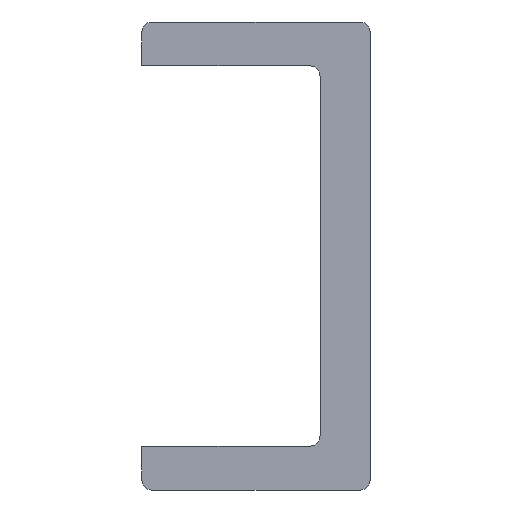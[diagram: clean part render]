
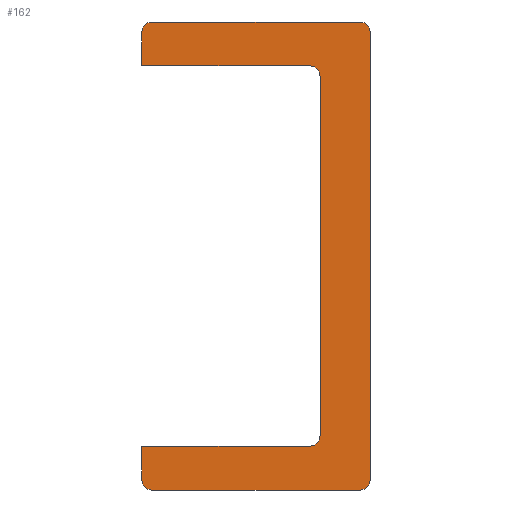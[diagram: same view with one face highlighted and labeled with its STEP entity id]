
A CAD part, front view. The second image highlights one B-rep face of the part: STEP entity #162.
In plain terms, the highlighted planar face has unit normal (0, -1, 0).
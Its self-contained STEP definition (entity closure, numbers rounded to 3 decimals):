
#162 = ADVANCED_FACE( '', ( #414 ), #415, .F. );
#414 = FACE_OUTER_BOUND( '', #889, .T. );
#415 = PLANE( '', #890 );
#889 = EDGE_LOOP( '', ( #1405, #1406, #1407, #1408, #1409, #1410, #1411, #1412, #1413, #1414, #1415, #1416, #1417, #1418 ) );
#890 = AXIS2_PLACEMENT_3D( '', #1419, #1420, #1421 );
#1405 = ORIENTED_EDGE( '', *, *, #2084, .F. );
#1406 = ORIENTED_EDGE( '', *, *, #2073, .T. );
#1407 = ORIENTED_EDGE( '', *, *, #2085, .F. );
#1408 = ORIENTED_EDGE( '', *, *, #2086, .T. );
#1409 = ORIENTED_EDGE( '', *, *, #2076, .F. );
#1410 = ORIENTED_EDGE( '', *, *, #2087, .F. );
#1411 = ORIENTED_EDGE( '', *, *, #2088, .F. );
#1412 = ORIENTED_EDGE( '', *, *, #2089, .F. );
#1413 = ORIENTED_EDGE( '', *, *, #2090, .F. );
#1414 = ORIENTED_EDGE( '', *, *, #2091, .F. );
#1415 = ORIENTED_EDGE( '', *, *, #2092, .F. );
#1416 = ORIENTED_EDGE( '', *, *, #2065, .T. );
#1417 = ORIENTED_EDGE( '', *, *, #2093, .F. );
#1418 = ORIENTED_EDGE( '', *, *, #2094, .T. );
#1419 = CARTESIAN_POINT( '', ( -10.5, 0., 21.5 ) );
#1420 = DIRECTION( '', ( 0., 1., 0. ) );
#1421 = DIRECTION( '', ( 0., 0., 1. ) );
#2065 = EDGE_CURVE( '', #2364, #2362, #2365, .F. );
#2073 = EDGE_CURVE( '', #2378, #2376, #2379, .F. );
#2076 = EDGE_CURVE( '', #2382, #2383, #2384, .T. );
#2084 = EDGE_CURVE( '', #2378, #2396, #2397, .T. );
#2085 = EDGE_CURVE( '', #2398, #2376, #2399, .T. );
#2086 = EDGE_CURVE( '', #2398, #2383, #2400, .F. );
#2087 = EDGE_CURVE( '', #2401, #2382, #2402, .T. );
#2088 = EDGE_CURVE( '', #2403, #2401, #2404, .T. );
#2089 = EDGE_CURVE( '', #2405, #2403, #2406, .T. );
#2090 = EDGE_CURVE( '', #2407, #2405, #2408, .T. );
#2091 = EDGE_CURVE( '', #2409, #2407, #2410, .T. );
#2092 = EDGE_CURVE( '', #2364, #2409, #2411, .T. );
#2093 = EDGE_CURVE( '', #2412, #2362, #2413, .T. );
#2094 = EDGE_CURVE( '', #2412, #2396, #2414, .F. );
#2362 = VERTEX_POINT( '', #2784 );
#2364 = VERTEX_POINT( '', #2787 );
#2365 = CIRCLE( '', #2788, 0.9 );
#2376 = VERTEX_POINT( '', #2800 );
#2378 = VERTEX_POINT( '', #2803 );
#2379 = CIRCLE( '', #2804, 0.9 );
#2382 = VERTEX_POINT( '', #2808 );
#2383 = VERTEX_POINT( '', #2809 );
#2384 = LINE( '', #2810, #2811 );
#2396 = VERTEX_POINT( '', #2826 );
#2397 = LINE( '', #2827, #2828 );
#2398 = VERTEX_POINT( '', #2829 );
#2399 = LINE( '', #2830, #2831 );
#2400 = CIRCLE( '', #2832, 0.9 );
#2401 = VERTEX_POINT( '', #2833 );
#2402 = LINE( '', #2834, #2835 );
#2403 = VERTEX_POINT( '', #2836 );
#2404 = CIRCLE( '', #2837, 1. );
#2405 = VERTEX_POINT( '', #2838 );
#2406 = LINE( '', #2839, #2840 );
#2407 = VERTEX_POINT( '', #2841 );
#2408 = CIRCLE( '', #2842, 1. );
#2409 = VERTEX_POINT( '', #2843 );
#2410 = LINE( '', #2844, #2845 );
#2411 = LINE( '', #2846, #2847 );
#2412 = VERTEX_POINT( '', #2848 );
#2413 = LINE( '', #2849, #2850 );
#2414 = CIRCLE( '', #2851, 0.9 );
#2784 = CARTESIAN_POINT( '', ( -9.6, 0., -21.5 ) );
#2787 = CARTESIAN_POINT( '', ( -10.5, 0., -20.6 ) );
#2788 = AXIS2_PLACEMENT_3D( '', #3250, #3251, #3252 );
#2800 = CARTESIAN_POINT( '', ( 9.6, 0., 21.5 ) );
#2803 = CARTESIAN_POINT( '', ( 10.5, 0., 20.6 ) );
#2804 = AXIS2_PLACEMENT_3D( '', #3264, #3265, #3266 );
#2808 = CARTESIAN_POINT( '', ( -10.5, 0., 17.5 ) );
#2809 = CARTESIAN_POINT( '', ( -10.5, 0., 20.6 ) );
#2810 = CARTESIAN_POINT( '', ( -10.5, 0., -21.5 ) );
#2811 = VECTOR( '', #3268, 1000. );
#2826 = CARTESIAN_POINT( '', ( 10.5, 0., -20.6 ) );
#2827 = CARTESIAN_POINT( '', ( 10.5, 0., 21.5 ) );
#2828 = VECTOR( '', #3278, 1000. );
#2829 = CARTESIAN_POINT( '', ( -9.6, 0., 21.5 ) );
#2830 = CARTESIAN_POINT( '', ( -10.5, 0., 21.5 ) );
#2831 = VECTOR( '', #3279, 1000. );
#2832 = AXIS2_PLACEMENT_3D( '', #3280, #3281, #3282 );
#2833 = CARTESIAN_POINT( '', ( 4.9, 0., 17.5 ) );
#2834 = CARTESIAN_POINT( '', ( 4.9, 0., 17.5 ) );
#2835 = VECTOR( '', #3283, 1000. );
#2836 = CARTESIAN_POINT( '', ( 5.9, 0., 16.5 ) );
#2837 = AXIS2_PLACEMENT_3D( '', #3284, #3285, #3286 );
#2838 = CARTESIAN_POINT( '', ( 5.9, 0., -16.5 ) );
#2839 = CARTESIAN_POINT( '', ( 5.9, 0., 16.5 ) );
#2840 = VECTOR( '', #3287, 1000. );
#2841 = CARTESIAN_POINT( '', ( 4.9, 0., -17.5 ) );
#2842 = AXIS2_PLACEMENT_3D( '', #3288, #3289, #3290 );
#2843 = CARTESIAN_POINT( '', ( -10.5, 0., -17.5 ) );
#2844 = CARTESIAN_POINT( '', ( 4.9, 0., -17.5 ) );
#2845 = VECTOR( '', #3291, 1000. );
#2846 = CARTESIAN_POINT( '', ( -10.5, 0., -21.5 ) );
#2847 = VECTOR( '', #3292, 1000. );
#2848 = CARTESIAN_POINT( '', ( 9.6, 0., -21.5 ) );
#2849 = CARTESIAN_POINT( '', ( 10.5, 0., -21.5 ) );
#2850 = VECTOR( '', #3293, 1000. );
#2851 = AXIS2_PLACEMENT_3D( '', #3294, #3295, #3296 );
#3250 = CARTESIAN_POINT( '', ( -9.6, 0., -20.6 ) );
#3251 = DIRECTION( '', ( 0., 1., 0. ) );
#3252 = DIRECTION( '', ( 0., 0., 1. ) );
#3264 = CARTESIAN_POINT( '', ( 9.6, 0., 20.6 ) );
#3265 = DIRECTION( '', ( 0., 1., 0. ) );
#3266 = DIRECTION( '', ( 0., 0., 1. ) );
#3268 = DIRECTION( '', ( 0., 0., 1. ) );
#3278 = DIRECTION( '', ( 0., 0., -1. ) );
#3279 = DIRECTION( '', ( 1., 0., 0. ) );
#3280 = CARTESIAN_POINT( '', ( -9.6, 0., 20.6 ) );
#3281 = DIRECTION( '', ( 0., 1., 0. ) );
#3282 = DIRECTION( '', ( 0., 0., 1. ) );
#3283 = DIRECTION( '', ( -1., 0., 0. ) );
#3284 = CARTESIAN_POINT( '', ( 4.9, 0., 16.5 ) );
#3285 = DIRECTION( '', ( 0., -1., 0. ) );
#3286 = DIRECTION( '', ( -1., 0., 0. ) );
#3287 = DIRECTION( '', ( 0., 0., 1. ) );
#3288 = CARTESIAN_POINT( '', ( 4.9, 0., -16.5 ) );
#3289 = DIRECTION( '', ( 0., -1., 0. ) );
#3290 = DIRECTION( '', ( -1., 0., 0. ) );
#3291 = DIRECTION( '', ( 1., 0., 0. ) );
#3292 = DIRECTION( '', ( 0., 0., 1. ) );
#3293 = DIRECTION( '', ( -1., 0., 0. ) );
#3294 = CARTESIAN_POINT( '', ( 9.6, 0., -20.6 ) );
#3295 = DIRECTION( '', ( 0., 1., 0. ) );
#3296 = DIRECTION( '', ( 0., 0., 1. ) );
